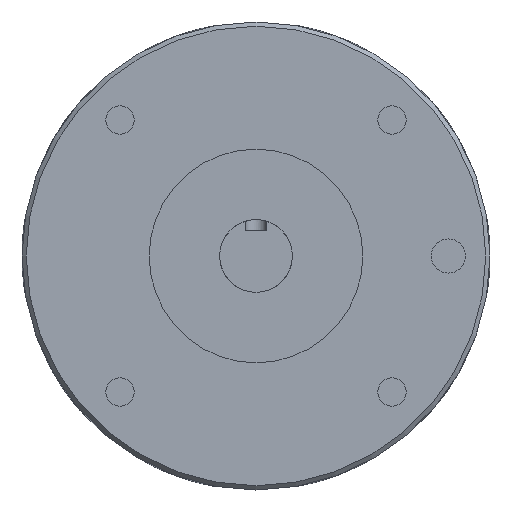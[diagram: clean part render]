
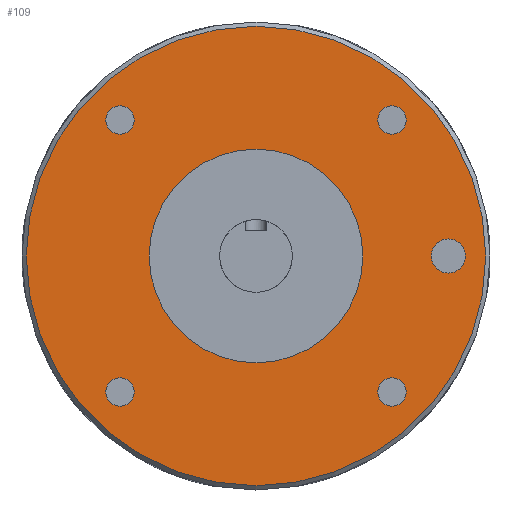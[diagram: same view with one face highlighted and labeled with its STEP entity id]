
A CAD part, left-side view. The second image highlights one B-rep face of the part: STEP entity #109.
In plain terms, the highlighted planar face has unit normal (-1, 0, 0).
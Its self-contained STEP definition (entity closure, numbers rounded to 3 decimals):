
#109 = ADVANCED_FACE( '', ( #286, #287, #288, #289, #290, #291, #292 ), #293, .T. );
#286 = FACE_OUTER_BOUND( '', #595, .T. );
#287 = FACE_BOUND( '', #596, .T. );
#288 = FACE_BOUND( '', #597, .T. );
#289 = FACE_BOUND( '', #598, .T. );
#290 = FACE_BOUND( '', #599, .T. );
#291 = FACE_BOUND( '', #600, .T. );
#292 = FACE_BOUND( '', #601, .T. );
#293 = PLANE( '', #602 );
#595 = EDGE_LOOP( '', ( #906 ) );
#596 = EDGE_LOOP( '', ( #907 ) );
#597 = EDGE_LOOP( '', ( #908 ) );
#598 = EDGE_LOOP( '', ( #909 ) );
#599 = EDGE_LOOP( '', ( #910 ) );
#600 = EDGE_LOOP( '', ( #911 ) );
#601 = EDGE_LOOP( '', ( #912 ) );
#602 = AXIS2_PLACEMENT_3D( '', #913, #914, #915 );
#906 = ORIENTED_EDGE( '', *, *, #1368, .T. );
#907 = ORIENTED_EDGE( '', *, *, #1369, .F. );
#908 = ORIENTED_EDGE( '', *, *, #1370, .T. );
#909 = ORIENTED_EDGE( '', *, *, #1371, .T. );
#910 = ORIENTED_EDGE( '', *, *, #1366, .T. );
#911 = ORIENTED_EDGE( '', *, *, #1372, .T. );
#912 = ORIENTED_EDGE( '', *, *, #1373, .T. );
#913 = CARTESIAN_POINT( '', ( -141.5, 0., -54.75 ) );
#914 = DIRECTION( '', ( -1., 0., 0. ) );
#915 = DIRECTION( '', ( 0., 0., 1. ) );
#1366 = EDGE_CURVE( '', #1531, #1531, #1532, .T. );
#1368 = EDGE_CURVE( '', #1534, #1534, #1535, .T. );
#1369 = EDGE_CURVE( '', #1536, #1536, #1537, .T. );
#1370 = EDGE_CURVE( '', #1538, #1538, #1539, .T. );
#1371 = EDGE_CURVE( '', #1540, #1540, #1541, .T. );
#1372 = EDGE_CURVE( '', #1542, #1542, #1543, .T. );
#1373 = EDGE_CURVE( '', #1544, #1544, #1545, .T. );
#1531 = VERTEX_POINT( '', #1856 );
#1532 = CIRCLE( '', #1857, 3.324 );
#1534 = VERTEX_POINT( '', #1859 );
#1535 = CIRCLE( '', #1860, 53.75 );
#1536 = VERTEX_POINT( '', #1861 );
#1537 = CIRCLE( '', #1862, 4. );
#1538 = VERTEX_POINT( '', #1863 );
#1539 = CIRCLE( '', #1864, 3.324 );
#1540 = VERTEX_POINT( '', #1865 );
#1541 = CIRCLE( '', #1866, 3.324 );
#1542 = VERTEX_POINT( '', #1867 );
#1543 = CIRCLE( '', #1868, 3.324 );
#1544 = VERTEX_POINT( '', #1869 );
#1545 = CIRCLE( '', #1870, 25. );
#1856 = CARTESIAN_POINT( '', ( -141.5, -35.143, -31.82 ) );
#1857 = AXIS2_PLACEMENT_3D( '', #3765, #3766, #3767 );
#1859 = CARTESIAN_POINT( '', ( -141.5, 0., 53.75 ) );
#1860 = AXIS2_PLACEMENT_3D( '', #3768, #3769, #3770 );
#1861 = CARTESIAN_POINT( '', ( -141.5, -45., 4. ) );
#1862 = AXIS2_PLACEMENT_3D( '', #3771, #3772, #3773 );
#1863 = CARTESIAN_POINT( '', ( -141.5, 28.496, -31.82 ) );
#1864 = AXIS2_PLACEMENT_3D( '', #3774, #3775, #3776 );
#1865 = CARTESIAN_POINT( '', ( -141.5, -35.143, 31.82 ) );
#1866 = AXIS2_PLACEMENT_3D( '', #3777, #3778, #3779 );
#1867 = CARTESIAN_POINT( '', ( -141.5, 28.496, 31.82 ) );
#1868 = AXIS2_PLACEMENT_3D( '', #3780, #3781, #3782 );
#1869 = CARTESIAN_POINT( '', ( -141.5, 0., -25. ) );
#1870 = AXIS2_PLACEMENT_3D( '', #3783, #3784, #3785 );
#3765 = CARTESIAN_POINT( '', ( -141.5, -31.82, -31.82 ) );
#3766 = DIRECTION( '', ( 1., 0., 0. ) );
#3767 = DIRECTION( '', ( 0., -1., 0. ) );
#3768 = CARTESIAN_POINT( '', ( -141.5, 0., 0. ) );
#3769 = DIRECTION( '', ( -1., 0., 0. ) );
#3770 = DIRECTION( '', ( 0., 0., 1. ) );
#3771 = CARTESIAN_POINT( '', ( -141.5, -45., 0. ) );
#3772 = DIRECTION( '', ( -1., 0., 0. ) );
#3773 = DIRECTION( '', ( 0., 0., 1. ) );
#3774 = CARTESIAN_POINT( '', ( -141.5, 31.82, -31.82 ) );
#3775 = DIRECTION( '', ( 1., 0., 0. ) );
#3776 = DIRECTION( '', ( 0., -1., 0. ) );
#3777 = CARTESIAN_POINT( '', ( -141.5, -31.82, 31.82 ) );
#3778 = DIRECTION( '', ( 1., 0., 0. ) );
#3779 = DIRECTION( '', ( 0., -1., 0. ) );
#3780 = CARTESIAN_POINT( '', ( -141.5, 31.82, 31.82 ) );
#3781 = DIRECTION( '', ( 1., 0., 0. ) );
#3782 = DIRECTION( '', ( 0., -1., 0. ) );
#3783 = CARTESIAN_POINT( '', ( -141.5, 0., 0. ) );
#3784 = DIRECTION( '', ( 1., 0., 0. ) );
#3785 = DIRECTION( '', ( 0., 0., -1. ) );
